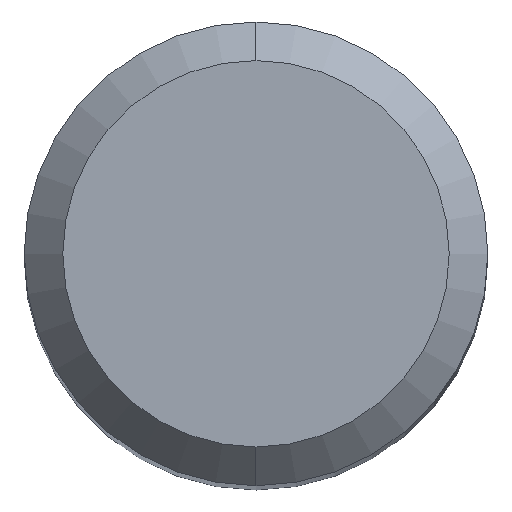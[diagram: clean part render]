
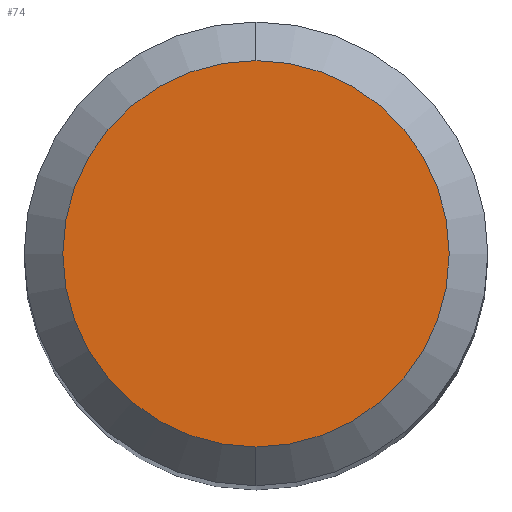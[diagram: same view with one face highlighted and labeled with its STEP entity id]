
A CAD part, top view. The second image highlights one B-rep face of the part: STEP entity #74.
In plain terms, the highlighted planar face has unit normal (0, 0, 1).
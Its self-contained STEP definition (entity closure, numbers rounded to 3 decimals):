
#74=ADVANCED_FACE('',(#146),#147,.T.);
#146=FACE_OUTER_BOUND('',#220,.T.);
#147=PLANE('',#221);
#220=EDGE_LOOP('',(#334,#335));
#221=AXIS2_PLACEMENT_3D('',#336,#337,#338);
#334=ORIENTED_EDGE('',*,*,#427,.F.);
#335=ORIENTED_EDGE('',*,*,#430,.F.);
#336=CARTESIAN_POINT('',(0.,1.25,32.249));
#337=DIRECTION('',(0.,0.0,1.0));
#338=DIRECTION('',(0.0,-1.0,0.0));
#427=EDGE_CURVE('',#500,#502,#503,.T.);
#430=EDGE_CURVE('',#502,#500,#506,.T.);
#500=VERTEX_POINT('',#584);
#502=VERTEX_POINT('',#587);
#503=CIRCLE('',#588,2.5);
#506=CIRCLE('',#592,2.5);
#584=CARTESIAN_POINT('',(0.,2.5,32.249));
#587=CARTESIAN_POINT('',(0.,-2.5,32.249));
#588=AXIS2_PLACEMENT_3D('',#663,#664,#665);
#592=AXIS2_PLACEMENT_3D('',#667,#668,#669);
#663=CARTESIAN_POINT('',(0.,0.0,32.249));
#664=DIRECTION('',(0.,0.0,-1.0));
#665=DIRECTION('',(0.0,1.0,0.0));
#667=CARTESIAN_POINT('',(0.,0.0,32.249));
#668=DIRECTION('',(0.,0.0,-1.0));
#669=DIRECTION('',(0.0,1.0,0.0));
